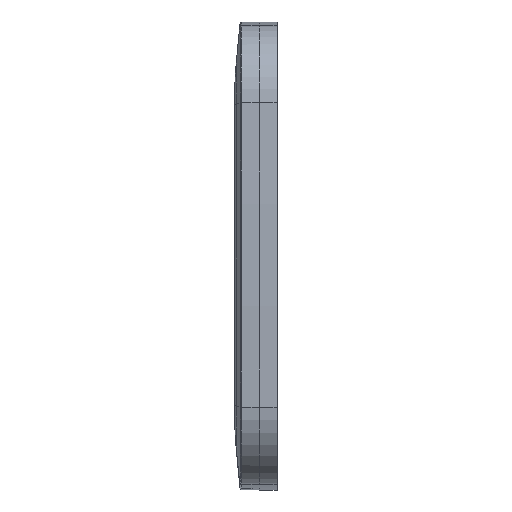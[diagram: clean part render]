
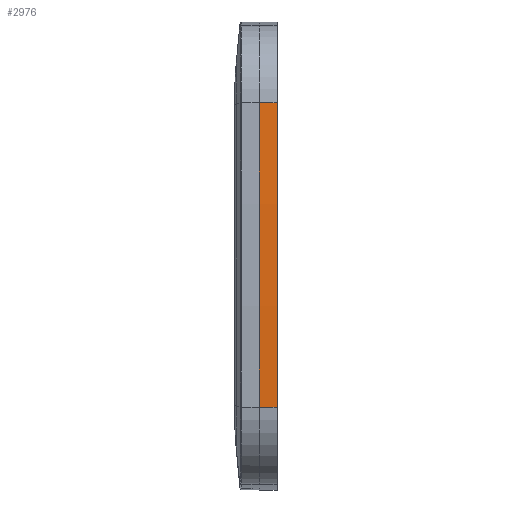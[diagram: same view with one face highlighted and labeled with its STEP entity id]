
A CAD part, top view. The second image highlights one B-rep face of the part: STEP entity #2976.
In plain terms, the highlighted cylindrical face has radius 617.083 mm (diameter 1234.17 mm), a partial arc.
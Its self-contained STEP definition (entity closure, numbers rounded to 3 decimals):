
#230 = DIRECTION ( 'NONE',  ( 1., 0., 0. ) ) ;
#771 = EDGE_CURVE ( 'NONE', #7749, #3093, #4827, .T. ) ;
#804 = CYLINDRICAL_SURFACE ( 'NONE', #6873, 617.083 ) ;
#890 = LINE ( 'NONE', #5271, #2480 ) ;
#907 = DIRECTION ( 'NONE',  ( -1., 0., 0. ) ) ;
#990 = CARTESIAN_POINT ( 'NONE',  ( 28.059, -77.862, 3.5 ) ) ;
#1023 = EDGE_CURVE ( 'NONE', #3093, #6657, #890, .T. ) ;
#1110 = VERTEX_POINT ( 'NONE', #990 ) ;
#1396 = LINE ( 'NONE', #3483, #6867 ) ;
#2480 = VECTOR ( 'NONE', #5314, 1000. ) ;
#2941 = ORIENTED_EDGE ( 'NONE', *, *, #6536, .F. ) ;
#2976 = ADVANCED_FACE ( 'NONE', ( #5073 ), #804, .T. ) ;
#2978 = CARTESIAN_POINT ( 'NONE',  ( 0., 538.583, -243.48 ) ) ;
#3093 = VERTEX_POINT ( 'NONE', #3220 ) ;
#3220 = CARTESIAN_POINT ( 'NONE',  ( -28.059, -77.862, 0.2 ) ) ;
#3458 = AXIS2_PLACEMENT_3D ( 'NONE', #6455, #6587, #8655 ) ;
#3483 = CARTESIAN_POINT ( 'NONE',  ( 28.059, -77.862, -243.48 ) ) ;
#3600 = CIRCLE ( 'NONE', #3458, 617.083 ) ;
#4229 = DIRECTION ( 'NONE',  ( 0., 0., 1. ) ) ;
#4827 = CIRCLE ( 'NONE', #6616, 617.083 ) ;
#4896 = ORIENTED_EDGE ( 'NONE', *, *, #1023, .F. ) ;
#5073 = FACE_OUTER_BOUND ( 'NONE', #6378, .T. ) ;
#5271 = CARTESIAN_POINT ( 'NONE',  ( -28.059, -77.862, -243.48 ) ) ;
#5282 = CARTESIAN_POINT ( 'NONE',  ( -28.059, -77.862, 3.5 ) ) ;
#5314 = DIRECTION ( 'NONE',  ( 0., 0., 1. ) ) ;
#5893 = CARTESIAN_POINT ( 'NONE',  ( 0., 538.583, 0.2 ) ) ;
#6126 = CARTESIAN_POINT ( 'NONE',  ( 28.059, -77.862, 0.2 ) ) ;
#6378 = EDGE_LOOP ( 'NONE', ( #9207, #6481, #2941, #4896 ) ) ;
#6455 = CARTESIAN_POINT ( 'NONE',  ( 0., 538.583, 3.5 ) ) ;
#6481 = ORIENTED_EDGE ( 'NONE', *, *, #7380, .T. ) ;
#6536 = EDGE_CURVE ( 'NONE', #6657, #1110, #3600, .T. ) ;
#6587 = DIRECTION ( 'NONE',  ( 0., 0., 1. ) ) ;
#6616 = AXIS2_PLACEMENT_3D ( 'NONE', #5893, #7999, #907 ) ;
#6657 = VERTEX_POINT ( 'NONE', #5282 ) ;
#6867 = VECTOR ( 'NONE', #4229, 1000. ) ;
#6873 = AXIS2_PLACEMENT_3D ( 'NONE', #2978, #8692, #230 ) ;
#7380 = EDGE_CURVE ( 'NONE', #7749, #1110, #1396, .T. ) ;
#7749 = VERTEX_POINT ( 'NONE', #6126 ) ;
#7999 = DIRECTION ( 'NONE',  ( 0., 0., -1. ) ) ;
#8655 = DIRECTION ( 'NONE',  ( -0.045, -0.999, 0. ) ) ;
#8692 = DIRECTION ( 'NONE',  ( 0., 0., 1. ) ) ;
#9207 = ORIENTED_EDGE ( 'NONE', *, *, #771, .F. ) ;
